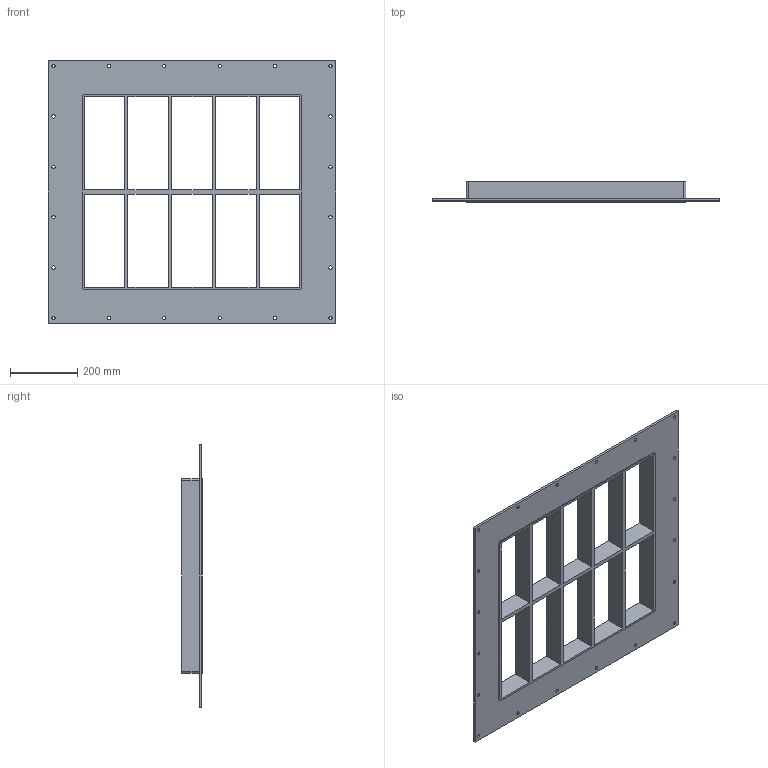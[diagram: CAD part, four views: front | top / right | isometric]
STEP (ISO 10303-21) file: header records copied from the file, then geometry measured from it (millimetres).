
FILE_DESCRIPTION((''),'2;1');
FILE_NAME('GHFL1008+8X5.stp','2014-03-10T22:19:17',(''),(''),'Autodesk Inventor 2013','Autodesk Inventor 2013','');
FILE_SCHEMA(('AUTOMOTIVE_DESIGN { 1 0 10303 214 1 1 1 1 }'));
Length unit declared in the file: millimetre
Products named in the file (1): GH FL100
Bounding box: 854.5 x 60 x 780 mm (x, y, z)
Volume: 4387506.5 mm3; surface area: 1294252.1 mm2
Topology: 1 solids, 1 shells, 84 faces, 260 edges, 180 vertices
Faces by surface type: plane 56, cylinder 28
Full cylindrical faces by diameter (mm): 10 x20
Entity records: 2786 total; most frequent: CARTESIAN_POINT 465, DIRECTION 446, ORIENTED_EDGE 440, EDGE_CURVE 220, EDGE_LOOP 166, VECTOR 164, LINE 164, VERTEX_POINT 160
